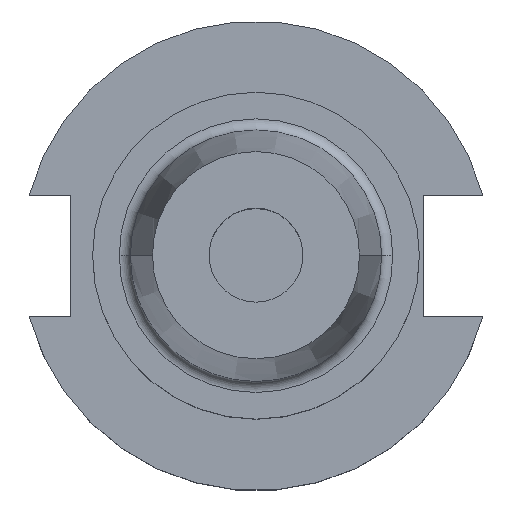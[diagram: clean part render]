
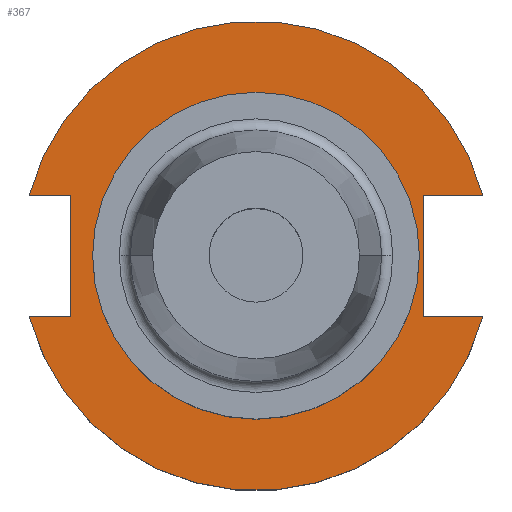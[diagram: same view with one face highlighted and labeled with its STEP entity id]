
A CAD part, top view. The second image highlights one B-rep face of the part: STEP entity #367.
In plain terms, the highlighted planar face has unit normal (0, 0, 1).
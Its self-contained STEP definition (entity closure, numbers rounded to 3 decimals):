
#23 = ORIENTED_EDGE ( 'NONE', *, *, #546, .T. ) ;
#51 = VERTEX_POINT ( 'NONE', #1087 ) ;
#82 = EDGE_CURVE ( 'NONE', #313, #390, #1093, .T. ) ;
#93 = CARTESIAN_POINT ( 'NONE',  ( 22.606, 8.191, 19.05 ) ) ;
#106 = CARTESIAN_POINT ( 'NONE',  ( 30.675, -8.191, 19.05 ) ) ;
#128 = VECTOR ( 'NONE', #630, 1000. ) ;
#130 = EDGE_LOOP ( 'NONE', ( #23, #1635, #446, #1241, #662, #1248, #879, #488 ) ) ;
#150 = DIRECTION ( 'NONE',  ( 0., 0., -1. ) ) ;
#162 = CARTESIAN_POINT ( 'NONE',  ( 0., 0., 19.05 ) ) ;
#176 = CARTESIAN_POINT ( 'NONE',  ( 0., 0., 19.05 ) ) ;
#207 = VERTEX_POINT ( 'NONE', #288 ) ;
#228 = CARTESIAN_POINT ( 'NONE',  ( -25.091, -8.191, 19.05 ) ) ;
#241 = CARTESIAN_POINT ( 'NONE',  ( 22.606, 22.1, 19.05 ) ) ;
#256 = CARTESIAN_POINT ( 'NONE',  ( 0., 8.191, 19.05 ) ) ;
#266 = DIRECTION ( 'NONE',  ( 0., 0., 1. ) ) ;
#268 = LINE ( 'NONE', #256, #605 ) ;
#275 = CARTESIAN_POINT ( 'NONE',  ( 22.606, -8.191, 19.05 ) ) ;
#282 = DIRECTION ( 'NONE',  ( 0., 0., 1. ) ) ;
#288 = CARTESIAN_POINT ( 'NONE',  ( -22.1, 0., 19.05 ) ) ;
#304 = DIRECTION ( 'NONE',  ( 1., 0., 0. ) ) ;
#313 = VERTEX_POINT ( 'NONE', #1338 ) ;
#343 = LINE ( 'NONE', #1477, #1281 ) ;
#367 = ADVANCED_FACE ( 'NONE', ( #740, #1453 ), #670, .F. ) ;
#390 = VERTEX_POINT ( 'NONE', #981 ) ;
#434 = VERTEX_POINT ( 'NONE', #275 ) ;
#437 = CARTESIAN_POINT ( 'NONE',  ( 0., 0., 19.05 ) ) ;
#446 = ORIENTED_EDGE ( 'NONE', *, *, #800, .T. ) ;
#450 = CIRCLE ( 'NONE', #1157, 22.1 ) ;
#477 = EDGE_CURVE ( 'NONE', #1584, #207, #1021, .T. ) ;
#485 = VECTOR ( 'NONE', #954, 1000. ) ;
#487 = CARTESIAN_POINT ( 'NONE',  ( 22.1, 0., 19.05 ) ) ;
#488 = ORIENTED_EDGE ( 'NONE', *, *, #82, .T. ) ;
#495 = EDGE_CURVE ( 'NONE', #434, #961, #343, .T. ) ;
#498 = EDGE_CURVE ( 'NONE', #51, #1665, #268, .T. ) ;
#507 = CIRCLE ( 'NONE', #964, 31.75 ) ;
#546 = EDGE_CURVE ( 'NONE', #390, #1138, #846, .T. ) ;
#577 = AXIS2_PLACEMENT_3D ( 'NONE', #704, #150, #1331 ) ;
#596 = CARTESIAN_POINT ( 'NONE',  ( -30.675, -8.191, 19.05 ) ) ;
#605 = VECTOR ( 'NONE', #1516, 1000. ) ;
#610 = DIRECTION ( 'NONE',  ( 1., 0., 0. ) ) ;
#630 = DIRECTION ( 'NONE',  ( 0., 1., 0. ) ) ;
#640 = EDGE_CURVE ( 'NONE', #207, #1584, #450, .T. ) ;
#662 = ORIENTED_EDGE ( 'NONE', *, *, #1211, .T. ) ;
#670 = PLANE ( 'NONE',  #577 ) ;
#704 = CARTESIAN_POINT ( 'NONE',  ( 0., 22.1, 19.05 ) ) ;
#734 = EDGE_CURVE ( 'NONE', #51, #313, #1438, .T. ) ;
#740 = FACE_BOUND ( 'NONE', #870, .T. ) ;
#776 = DIRECTION ( 'NONE',  ( 1., 0., 0. ) ) ;
#785 = CARTESIAN_POINT ( 'NONE',  ( -61.091, -8.191, 19.05 ) ) ;
#800 = EDGE_CURVE ( 'NONE', #1108, #961, #507, .T. ) ;
#846 = LINE ( 'NONE', #1078, #485 ) ;
#870 = EDGE_LOOP ( 'NONE', ( #885, #1040 ) ) ;
#879 = ORIENTED_EDGE ( 'NONE', *, *, #734, .T. ) ;
#885 = ORIENTED_EDGE ( 'NONE', *, *, #477, .F. ) ;
#954 = DIRECTION ( 'NONE',  ( 0., -1., 0. ) ) ;
#961 = VERTEX_POINT ( 'NONE', #106 ) ;
#964 = AXIS2_PLACEMENT_3D ( 'NONE', #162, #282, #1216 ) ;
#981 = CARTESIAN_POINT ( 'NONE',  ( -25.091, 8.191, 19.05 ) ) ;
#1002 = VECTOR ( 'NONE', #610, 1000. ) ;
#1021 = CIRCLE ( 'NONE', #1121, 22.1 ) ;
#1040 = ORIENTED_EDGE ( 'NONE', *, *, #640, .F. ) ;
#1078 = CARTESIAN_POINT ( 'NONE',  ( -25.091, 8.191, 19.05 ) ) ;
#1083 = DIRECTION ( 'NONE',  ( 1., 0., 0. ) ) ;
#1087 = CARTESIAN_POINT ( 'NONE',  ( 30.675, 8.191, 19.05 ) ) ;
#1093 = LINE ( 'NONE', #1173, #1639 ) ;
#1103 = EDGE_CURVE ( 'NONE', #1108, #1138, #1605, .T. ) ;
#1108 = VERTEX_POINT ( 'NONE', #596 ) ;
#1121 = AXIS2_PLACEMENT_3D ( 'NONE', #176, #1685, #1083 ) ;
#1138 = VERTEX_POINT ( 'NONE', #228 ) ;
#1147 = LINE ( 'NONE', #241, #128 ) ;
#1157 = AXIS2_PLACEMENT_3D ( 'NONE', #437, #266, #304 ) ;
#1173 = CARTESIAN_POINT ( 'NONE',  ( -61.091, 8.191, 19.05 ) ) ;
#1211 = EDGE_CURVE ( 'NONE', #434, #1665, #1147, .T. ) ;
#1216 = DIRECTION ( 'NONE',  ( 1., 0., 0. ) ) ;
#1241 = ORIENTED_EDGE ( 'NONE', *, *, #495, .F. ) ;
#1248 = ORIENTED_EDGE ( 'NONE', *, *, #498, .F. ) ;
#1281 = VECTOR ( 'NONE', #1319, 1000. ) ;
#1319 = DIRECTION ( 'NONE',  ( 1., 0., 0. ) ) ;
#1328 = AXIS2_PLACEMENT_3D ( 'NONE', #1620, #1570, #1469 ) ;
#1331 = DIRECTION ( 'NONE',  ( -1., 0., 0. ) ) ;
#1338 = CARTESIAN_POINT ( 'NONE',  ( -30.675, 8.191, 19.05 ) ) ;
#1438 = CIRCLE ( 'NONE', #1328, 31.75 ) ;
#1453 = FACE_OUTER_BOUND ( 'NONE', #130, .T. ) ;
#1469 = DIRECTION ( 'NONE',  ( 1., 0., 0. ) ) ;
#1477 = CARTESIAN_POINT ( 'NONE',  ( 0., -8.191, 19.05 ) ) ;
#1516 = DIRECTION ( 'NONE',  ( -1., 0., 0. ) ) ;
#1570 = DIRECTION ( 'NONE',  ( 0., 0., 1. ) ) ;
#1584 = VERTEX_POINT ( 'NONE', #487 ) ;
#1605 = LINE ( 'NONE', #785, #1002 ) ;
#1620 = CARTESIAN_POINT ( 'NONE',  ( 0., 0., 19.05 ) ) ;
#1635 = ORIENTED_EDGE ( 'NONE', *, *, #1103, .F. ) ;
#1639 = VECTOR ( 'NONE', #776, 1000. ) ;
#1665 = VERTEX_POINT ( 'NONE', #93 ) ;
#1685 = DIRECTION ( 'NONE',  ( 0., 0., 1. ) ) ;
